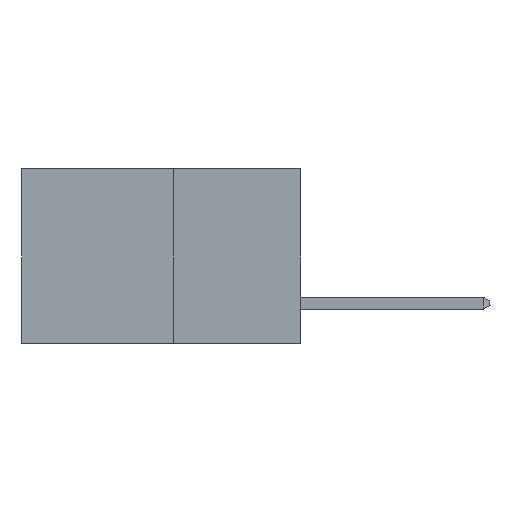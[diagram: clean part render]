
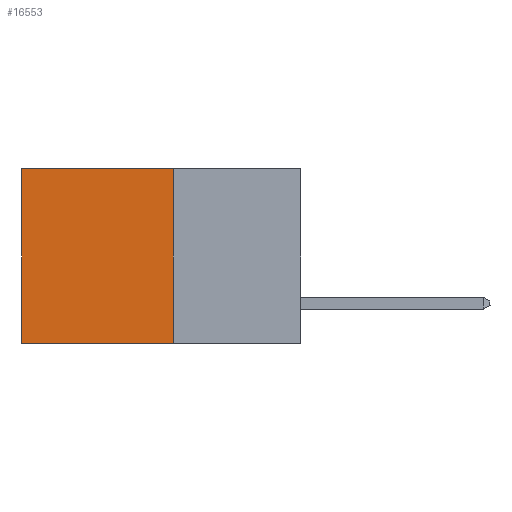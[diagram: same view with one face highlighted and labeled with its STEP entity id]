
A CAD part, left-side view. The second image highlights one B-rep face of the part: STEP entity #16553.
In plain terms, the highlighted planar face has unit normal (-1, 0, 0).
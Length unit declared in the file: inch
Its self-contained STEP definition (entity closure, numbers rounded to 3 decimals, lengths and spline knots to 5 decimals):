
#633 = VERTEX_POINT ( 'NONE', #15694 ) ;
#1722 = CARTESIAN_POINT ( 'NONE',  ( 0.277, 0.27, 0. ) ) ;
#1767 = VECTOR ( 'NONE', #15460, 39.37008 ) ;
#2248 = LINE ( 'NONE', #19984, #1767 ) ;
#2462 = LINE ( 'NONE', #15731, #18940 ) ;
#3255 = VERTEX_POINT ( 'NONE', #7772 ) ;
#3313 = VECTOR ( 'NONE', #14429, 39.37008 ) ;
#3765 = EDGE_CURVE ( 'NONE', #4153, #633, #19753, .T. ) ;
#4153 = VERTEX_POINT ( 'NONE', #1722 ) ;
#4837 = DIRECTION ( 'NONE',  ( 0., 1., 0. ) ) ;
#5094 = ORIENTED_EDGE ( 'NONE', *, *, #11653, .T. ) ;
#5307 = DIRECTION ( 'NONE',  ( 0., 0., -1. ) ) ;
#5498 = CARTESIAN_POINT ( 'NONE',  ( 0.277, 0.27, 0. ) ) ;
#5557 = ORIENTED_EDGE ( 'NONE', *, *, #10416, .F. ) ;
#7772 = CARTESIAN_POINT ( 'NONE',  ( 0.277, 0.59, -0.37 ) ) ;
#8271 = CARTESIAN_POINT ( 'NONE',  ( 0.277, 0.59, 0. ) ) ;
#9791 = EDGE_CURVE ( 'NONE', #16533, #3255, #2248, .T. ) ;
#10416 = EDGE_CURVE ( 'NONE', #633, #3255, #2462, .T. ) ;
#10624 = AXIS2_PLACEMENT_3D ( 'NONE', #19205, #14653, #5307 ) ;
#11610 = VECTOR ( 'NONE', #14848, 39.37008 ) ;
#11653 = EDGE_CURVE ( 'NONE', #4153, #16533, #16258, .T. ) ;
#11794 = EDGE_LOOP ( 'NONE', ( #13139, #5557, #14362, #5094 ) ) ;
#12879 = CARTESIAN_POINT ( 'NONE',  ( 0.277, 0.27, -0.37 ) ) ;
#13103 = PLANE ( 'NONE',  #10624 ) ;
#13139 = ORIENTED_EDGE ( 'NONE', *, *, #9791, .T. ) ;
#14362 = ORIENTED_EDGE ( 'NONE', *, *, #3765, .F. ) ;
#14429 = DIRECTION ( 'NONE',  ( 0., 0., -1. ) ) ;
#14653 = DIRECTION ( 'NONE',  ( 1., 0., 0. ) ) ;
#14848 = DIRECTION ( 'NONE',  ( 0., 1., 0. ) ) ;
#15460 = DIRECTION ( 'NONE',  ( 0., 0., -1. ) ) ;
#15694 = CARTESIAN_POINT ( 'NONE',  ( 0.277, 0.27, -0.37 ) ) ;
#15731 = CARTESIAN_POINT ( 'NONE',  ( 0.277, 0.27, -0.37 ) ) ;
#16258 = LINE ( 'NONE', #5498, #11610 ) ;
#16533 = VERTEX_POINT ( 'NONE', #8271 ) ;
#16553 = ADVANCED_FACE ( 'NONE', ( #18224 ), #13103, .F. ) ;
#18224 = FACE_OUTER_BOUND ( 'NONE', #11794, .T. ) ;
#18940 = VECTOR ( 'NONE', #4837, 39.37008 ) ;
#19205 = CARTESIAN_POINT ( 'NONE',  ( 0.277, 0.27, -0.37 ) ) ;
#19753 = LINE ( 'NONE', #12879, #3313 ) ;
#19984 = CARTESIAN_POINT ( 'NONE',  ( 0.277, 0.59, -0.37 ) ) ;
